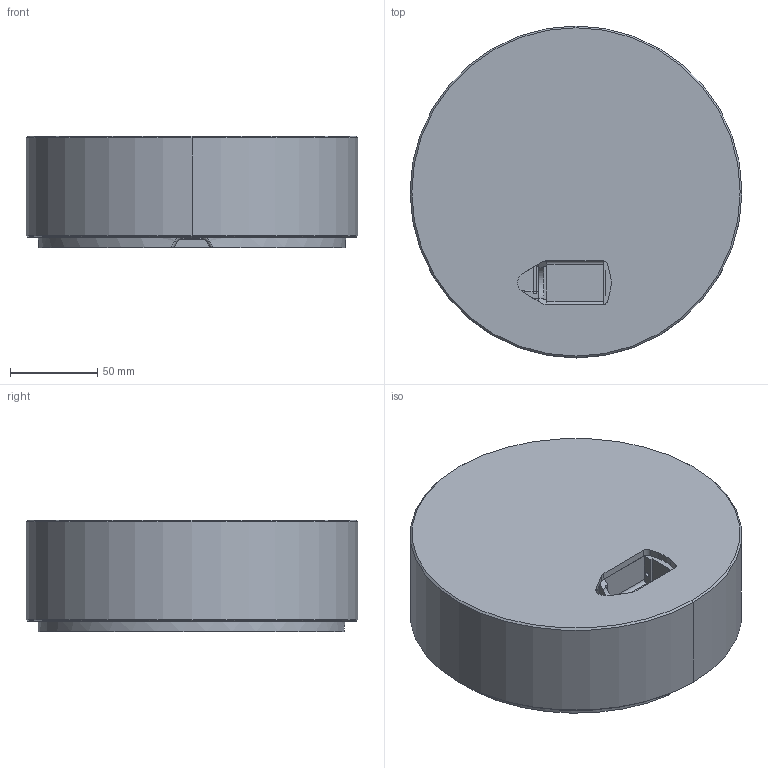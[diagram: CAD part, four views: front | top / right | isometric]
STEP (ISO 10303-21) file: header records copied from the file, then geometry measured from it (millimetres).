
FILE_DESCRIPTION(/* description */ ('STEP AP242','CAx-IF Rec.Pracs.---Representation and Presentation of Product Manufacturing Information (PMI)---4.0---2014-10-13','CAx-IF Rec.Pracs.---3D Tessellated Geometry---0.4---2014-09-14','2;1','CAx-IF Rec.Pracs.---User Defined Attributes---1.5---2016-08-15'),/* implementation_level */ '2;1');
FILE_NAME(/* name */ '690eb211555556e1309e6b35',/* time_stamp */ '2025-11-08T02:59:29Z',/* author */ (''),/* organization */ (''),/* preprocessor_version */ 'ST-DEVELOPER v20',/* originating_system */ 'ONSHAPE BY PTC INC, 1.206',/* authorisation */ ' ');
FILE_SCHEMA (('AP242_MANAGED_MODEL_BASED_3D_ENGINEERING_MIM_LF { 1 0 10303 442 1 1 4 }'));
Length unit declared in the file: metre
Products named in the file (3): Base Core; Base Top; Base Bottom
Bounding box: 190 x 190 x 64 mm (x, y, z)
Volume: 350257.6 mm3; surface area: 207271.5 mm2
Topology: 3 solids, 3 shells, 504 faces, 1354 edges, 891 vertices
Faces by surface type: cylinder 224, plane 191, cone 55, torus 17, bspline 14, sphere 3
Entity records: 16391 total; most frequent: CARTESIAN_POINT 3176, DIRECTION 2906, ORIENTED_EDGE 2698, EDGE_CURVE 1349, AXIS2_PLACEMENT_3D 1131, VERTEX_POINT 891, LINE 644, VECTOR 644
